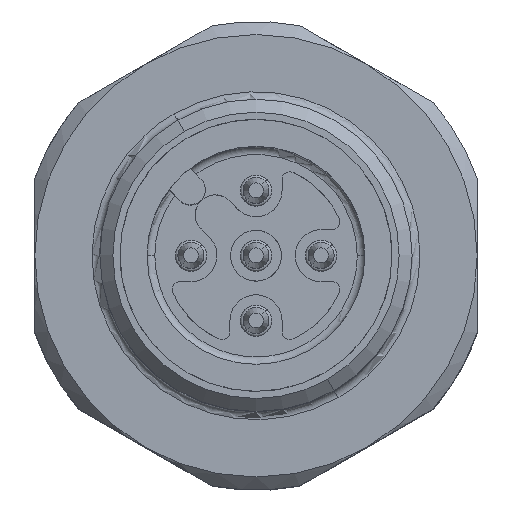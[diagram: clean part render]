
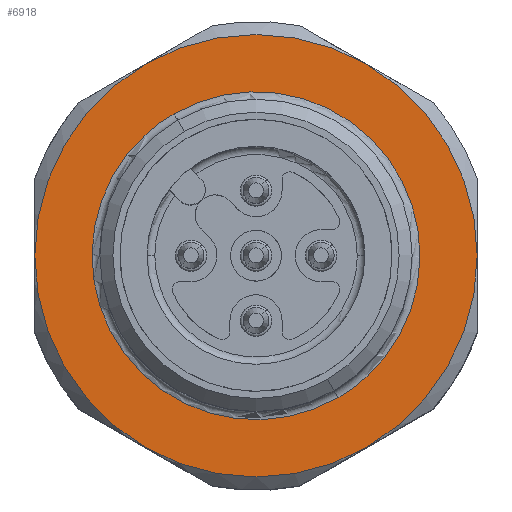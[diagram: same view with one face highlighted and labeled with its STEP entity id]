
A CAD part, top view. The second image highlights one B-rep face of the part: STEP entity #6918.
In plain terms, the highlighted planar face has unit normal (0, 0, 1).
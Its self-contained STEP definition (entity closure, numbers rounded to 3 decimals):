
#6707=AXIS2_PLACEMENT_3D('Circle Axis2P3D',#6705,#6706,$) ;
#6724=AXIS2_PLACEMENT_3D('Circle Axis2P3D',#6722,#6723,$) ;
#6741=AXIS2_PLACEMENT_3D('Circle Axis2P3D',#6739,#6740,$) ;
#6758=AXIS2_PLACEMENT_3D('Circle Axis2P3D',#6756,#6757,$) ;
#6775=AXIS2_PLACEMENT_3D('Circle Axis2P3D',#6773,#6774,$) ;
#6792=AXIS2_PLACEMENT_3D('Circle Axis2P3D',#6790,#6791,$) ;
#6848=AXIS2_PLACEMENT_3D('Plane Axis2P3D',#6845,#6846,#6847) ;
#6323=CARTESIAN_POINT('Vertex',(12.75,16.361,34.)) ;
#6385=CARTESIAN_POINT('Vertex',(17.,9.,34.)) ;
#6447=CARTESIAN_POINT('Vertex',(12.75,1.639,34.)) ;
#6509=CARTESIAN_POINT('Vertex',(4.25,1.639,34.)) ;
#6571=CARTESIAN_POINT('Vertex',(0.,9.,34.)) ;
#6633=CARTESIAN_POINT('Vertex',(4.25,16.361,34.)) ;
#6705=CARTESIAN_POINT('Axis2P3D Location',(8.5,9.,34.)) ;
#6722=CARTESIAN_POINT('Axis2P3D Location',(8.5,9.,34.)) ;
#6739=CARTESIAN_POINT('Axis2P3D Location',(8.5,9.,34.)) ;
#6756=CARTESIAN_POINT('Axis2P3D Location',(8.5,9.,34.)) ;
#6773=CARTESIAN_POINT('Axis2P3D Location',(8.5,9.,34.)) ;
#6790=CARTESIAN_POINT('Axis2P3D Location',(8.5,9.,34.)) ;
#6845=CARTESIAN_POINT('Axis2P3D Location',(1.139,4.75,34.)) ;
#6859=CARTESIAN_POINT('Control Point',(11.65,3.544,34.)) ;
#6860=CARTESIAN_POINT('Control Point',(11.118,3.237,34.)) ;
#6861=CARTESIAN_POINT('Control Point',(10.548,2.994,34.)) ;
#6862=CARTESIAN_POINT('Control Point',(9.951,2.823,34.)) ;
#6863=CARTESIAN_POINT('Control Point',(8.727,2.629,34.)) ;
#6864=CARTESIAN_POINT('Control Point',(7.493,2.735,34.)) ;
#6865=CARTESIAN_POINT('Control Point',(6.885,2.864,34.)) ;
#6866=CARTESIAN_POINT('Control Point',(5.714,3.266,34.)) ;
#6867=CARTESIAN_POINT('Control Point',(4.673,3.938,34.)) ;
#6868=CARTESIAN_POINT('Control Point',(4.197,4.337,34.)) ;
#6869=CARTESIAN_POINT('Control Point',(3.351,5.241,34.)) ;
#6870=CARTESIAN_POINT('Control Point',(2.747,6.323,34.)) ;
#6871=CARTESIAN_POINT('Control Point',(2.513,6.898,34.)) ;
#6872=CARTESIAN_POINT('Control Point',(2.19,8.094,34.)) ;
#6873=CARTESIAN_POINT('Control Point',(2.163,9.332,34.)) ;
#6874=CARTESIAN_POINT('Control Point',(2.226,9.95,34.)) ;
#6875=CARTESIAN_POINT('Control Point',(2.501,11.158,34.)) ;
#6876=CARTESIAN_POINT('Control Point',(3.059,12.264,34.)) ;
#6877=CARTESIAN_POINT('Control Point',(3.404,12.781,34.)) ;
#6878=CARTESIAN_POINT('Control Point',(3.986,13.455,34.)) ;
#6879=CARTESIAN_POINT('Control Point',(4.672,14.014,34.)) ;
#6880=CARTESIAN_POINT('Control Point',(4.891,14.174,34.)) ;
#6881=CARTESIAN_POINT('Control Point',(5.117,14.321,34.)) ;
#6882=CARTESIAN_POINT('Control Point',(5.35,14.456,34.)) ;
#6883=CARTESIAN_POINT('Vertex',(11.65,3.544,34.)) ;
#6885=CARTESIAN_POINT('Vertex',(5.35,14.456,34.)) ;
#6889=CARTESIAN_POINT('Control Point',(5.35,14.456,34.)) ;
#6890=CARTESIAN_POINT('Control Point',(5.882,14.763,34.)) ;
#6891=CARTESIAN_POINT('Control Point',(6.452,15.006,34.)) ;
#6892=CARTESIAN_POINT('Control Point',(7.049,15.177,34.)) ;
#6893=CARTESIAN_POINT('Control Point',(8.273,15.371,34.)) ;
#6894=CARTESIAN_POINT('Control Point',(9.507,15.265,34.)) ;
#6895=CARTESIAN_POINT('Control Point',(10.115,15.136,34.)) ;
#6896=CARTESIAN_POINT('Control Point',(11.286,14.734,34.)) ;
#6897=CARTESIAN_POINT('Control Point',(12.327,14.062,34.)) ;
#6898=CARTESIAN_POINT('Control Point',(12.803,13.663,34.)) ;
#6899=CARTESIAN_POINT('Control Point',(13.649,12.759,34.)) ;
#6900=CARTESIAN_POINT('Control Point',(14.253,11.677,34.)) ;
#6901=CARTESIAN_POINT('Control Point',(14.487,11.102,34.)) ;
#6902=CARTESIAN_POINT('Control Point',(14.81,9.906,34.)) ;
#6903=CARTESIAN_POINT('Control Point',(14.837,8.668,34.)) ;
#6904=CARTESIAN_POINT('Control Point',(14.774,8.05,34.)) ;
#6905=CARTESIAN_POINT('Control Point',(14.499,6.842,34.)) ;
#6906=CARTESIAN_POINT('Control Point',(13.941,5.736,34.)) ;
#6907=CARTESIAN_POINT('Control Point',(13.596,5.219,34.)) ;
#6908=CARTESIAN_POINT('Control Point',(13.014,4.545,34.)) ;
#6909=CARTESIAN_POINT('Control Point',(12.328,3.986,34.)) ;
#6910=CARTESIAN_POINT('Control Point',(12.109,3.826,34.)) ;
#6911=CARTESIAN_POINT('Control Point',(11.883,3.679,34.)) ;
#6912=CARTESIAN_POINT('Control Point',(11.65,3.544,34.)) ;
#6706=DIRECTION('Axis2P3D Direction',(0.,0.,-1.)) ;
#6723=DIRECTION('Axis2P3D Direction',(0.,0.,-1.)) ;
#6740=DIRECTION('Axis2P3D Direction',(0.,0.,-1.)) ;
#6757=DIRECTION('Axis2P3D Direction',(0.,0.,-1.)) ;
#6774=DIRECTION('Axis2P3D Direction',(0.,0.,-1.)) ;
#6791=DIRECTION('Axis2P3D Direction',(0.,0.,-1.)) ;
#6846=DIRECTION('Axis2P3D Direction',(0.,0.,1.)) ;
#6847=DIRECTION('Axis2P3D XDirection',(0.5,-0.866,0.)) ;
#6851=ORIENTED_EDGE('',*,*,#6760,.F.) ;
#6852=ORIENTED_EDGE('',*,*,#6743,.F.) ;
#6853=ORIENTED_EDGE('',*,*,#6726,.F.) ;
#6854=ORIENTED_EDGE('',*,*,#6709,.F.) ;
#6855=ORIENTED_EDGE('',*,*,#6794,.F.) ;
#6856=ORIENTED_EDGE('',*,*,#6777,.F.) ;
#6915=ORIENTED_EDGE('',*,*,#6887,.T.) ;
#6916=ORIENTED_EDGE('',*,*,#6913,.T.) ;
#6917=FACE_BOUND('',#6914,.T.) ;
#6918=ADVANCED_FACE('Hauptkoerper',(#6857,#6917),#6849,.T.) ;
#6858=B_SPLINE_CURVE_WITH_KNOTS('',5,(#6859,#6860,#6861,#6862,#6863,#6864,#6865,#6866,#6867,#6868,#6869,#6870,#6871,#6872,#6873,#6874,#6875,#6876,#6877,#6878,#6879,#6880,#6881,#6882),.UNSPECIFIED.,.F.,.U.,(6,3,3,3,3,3,3,6),(0.,4.347,8.695,13.042,17.389,21.737,26.084,27.988),.UNSPECIFIED.) ;
#6888=B_SPLINE_CURVE_WITH_KNOTS('',5,(#6889,#6890,#6891,#6892,#6893,#6894,#6895,#6896,#6897,#6898,#6899,#6900,#6901,#6902,#6903,#6904,#6905,#6906,#6907,#6908,#6909,#6910,#6911,#6912),.UNSPECIFIED.,.F.,.U.,(6,3,3,3,3,3,3,6),(0.,4.347,8.695,13.042,17.389,21.737,26.084,27.988),.UNSPECIFIED.) ;
#6708=CIRCLE('generated circle',#6707,8.5) ;
#6725=CIRCLE('generated circle',#6724,8.5) ;
#6742=CIRCLE('generated circle',#6741,8.5) ;
#6759=CIRCLE('generated circle',#6758,8.5) ;
#6776=CIRCLE('generated circle',#6775,8.5) ;
#6793=CIRCLE('generated circle',#6792,8.5) ;
#6709=EDGE_CURVE('',#6634,#6324,#6708,.T.) ;
#6726=EDGE_CURVE('',#6324,#6386,#6725,.T.) ;
#6743=EDGE_CURVE('',#6386,#6448,#6742,.T.) ;
#6760=EDGE_CURVE('',#6448,#6510,#6759,.T.) ;
#6777=EDGE_CURVE('',#6510,#6572,#6776,.T.) ;
#6794=EDGE_CURVE('',#6572,#6634,#6793,.T.) ;
#6887=EDGE_CURVE('',#6884,#6886,#6858,.T.) ;
#6913=EDGE_CURVE('',#6886,#6884,#6888,.T.) ;
#6850=EDGE_LOOP('',(#6851,#6852,#6853,#6854,#6855,#6856)) ;
#6914=EDGE_LOOP('',(#6915,#6916)) ;
#6857=FACE_OUTER_BOUND('',#6850,.T.) ;
#6849=PLANE('',#6848) ;
#6324=VERTEX_POINT('',#6323) ;
#6386=VERTEX_POINT('',#6385) ;
#6448=VERTEX_POINT('',#6447) ;
#6510=VERTEX_POINT('',#6509) ;
#6572=VERTEX_POINT('',#6571) ;
#6634=VERTEX_POINT('',#6633) ;
#6884=VERTEX_POINT('',#6883) ;
#6886=VERTEX_POINT('',#6885) ;
